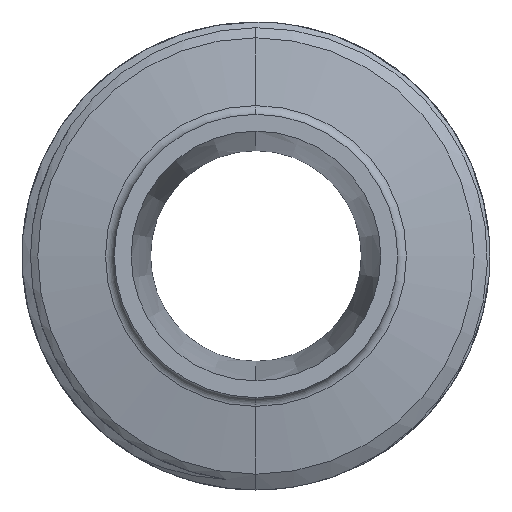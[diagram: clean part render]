
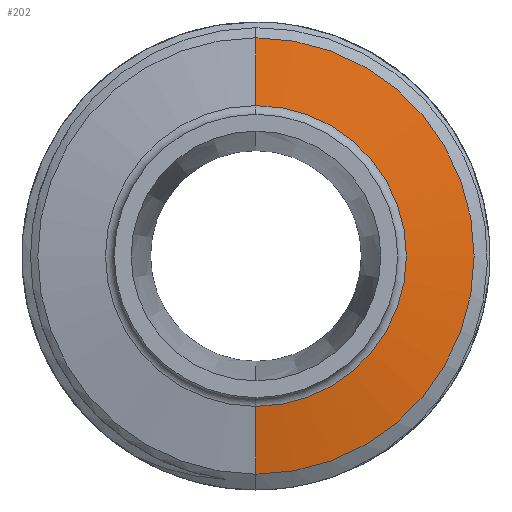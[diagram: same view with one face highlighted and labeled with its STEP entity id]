
A CAD part, left-side view. The second image highlights one B-rep face of the part: STEP entity #202.
In plain terms, the highlighted conical face has half-angle 80 degrees and reference radius 20.712 mm.
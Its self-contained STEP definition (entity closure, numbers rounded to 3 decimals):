
#55 = CARTESIAN_POINT ( 'NONE',  ( 4.06, -8.398, -20.712 ) ) ;
#202 = ADVANCED_FACE ( 'NONE', ( #1726 ), #1749, .T. ) ;
#262 = DIRECTION ( 'NONE',  ( -1., 0., 0. ) ) ;
#362 = EDGE_LOOP ( 'NONE', ( #3252, #2498, #1270, #2029 ) ) ;
#382 = EDGE_CURVE ( 'NONE', #2683, #3106, #1394, .T. ) ;
#492 = CARTESIAN_POINT ( 'NONE',  ( 2.925, -8.398, 0. ) ) ;
#757 = DIRECTION ( 'NONE',  ( -1., 0., 0. ) ) ;
#1013 = VECTOR ( 'NONE', #2130, 1000. ) ;
#1045 = LINE ( 'NONE', #55, #4069 ) ;
#1064 = EDGE_CURVE ( 'NONE', #2683, #4095, #1045, .T. ) ;
#1092 = DIRECTION ( 'NONE',  ( 0., 0., -1. ) ) ;
#1270 = ORIENTED_EDGE ( 'NONE', *, *, #1064, .T. ) ;
#1394 = CIRCLE ( 'NONE', #2297, 14.276 ) ;
#1608 = DIRECTION ( 'NONE',  ( 0., 0., 1. ) ) ;
#1711 = CARTESIAN_POINT ( 'NONE',  ( 4.06, -8.398, 20.712 ) ) ;
#1726 = FACE_OUTER_BOUND ( 'NONE', #362, .T. ) ;
#1749 = CONICAL_SURFACE ( 'NONE', #2515, 20.712, 1.396 ) ;
#1780 = LINE ( 'NONE', #3529, #1013 ) ;
#1784 = EDGE_CURVE ( 'NONE', #4095, #3236, #1803, .T. ) ;
#1803 = CIRCLE ( 'NONE', #2705, 20.712 ) ;
#2029 = ORIENTED_EDGE ( 'NONE', *, *, #1784, .T. ) ;
#2130 = DIRECTION ( 'NONE',  ( 0.174, 0., 0.985 ) ) ;
#2297 = AXIS2_PLACEMENT_3D ( 'NONE', #492, #757, #2778 ) ;
#2364 = CARTESIAN_POINT ( 'NONE',  ( 4.06, -8.398, -20.712 ) ) ;
#2498 = ORIENTED_EDGE ( 'NONE', *, *, #382, .F. ) ;
#2515 = AXIS2_PLACEMENT_3D ( 'NONE', #4088, #3358, #1092 ) ;
#2683 = VERTEX_POINT ( 'NONE', #3531 ) ;
#2705 = AXIS2_PLACEMENT_3D ( 'NONE', #3592, #262, #1608 ) ;
#2730 = DIRECTION ( 'NONE',  ( 0.174, 0., -0.985 ) ) ;
#2778 = DIRECTION ( 'NONE',  ( 0., 0., 1. ) ) ;
#2912 = CARTESIAN_POINT ( 'NONE',  ( 2.925, -8.398, 14.276 ) ) ;
#3106 = VERTEX_POINT ( 'NONE', #2912 ) ;
#3236 = VERTEX_POINT ( 'NONE', #1711 ) ;
#3252 = ORIENTED_EDGE ( 'NONE', *, *, #4246, .F. ) ;
#3358 = DIRECTION ( 'NONE',  ( 1., 0., 0. ) ) ;
#3529 = CARTESIAN_POINT ( 'NONE',  ( 4.06, -8.398, 20.712 ) ) ;
#3531 = CARTESIAN_POINT ( 'NONE',  ( 2.925, -8.398, -14.276 ) ) ;
#3592 = CARTESIAN_POINT ( 'NONE',  ( 4.06, -8.398, 0. ) ) ;
#4069 = VECTOR ( 'NONE', #2730, 1000. ) ;
#4088 = CARTESIAN_POINT ( 'NONE',  ( 4.06, -8.398, 0. ) ) ;
#4095 = VERTEX_POINT ( 'NONE', #2364 ) ;
#4246 = EDGE_CURVE ( 'NONE', #3106, #3236, #1780, .T. ) ;
